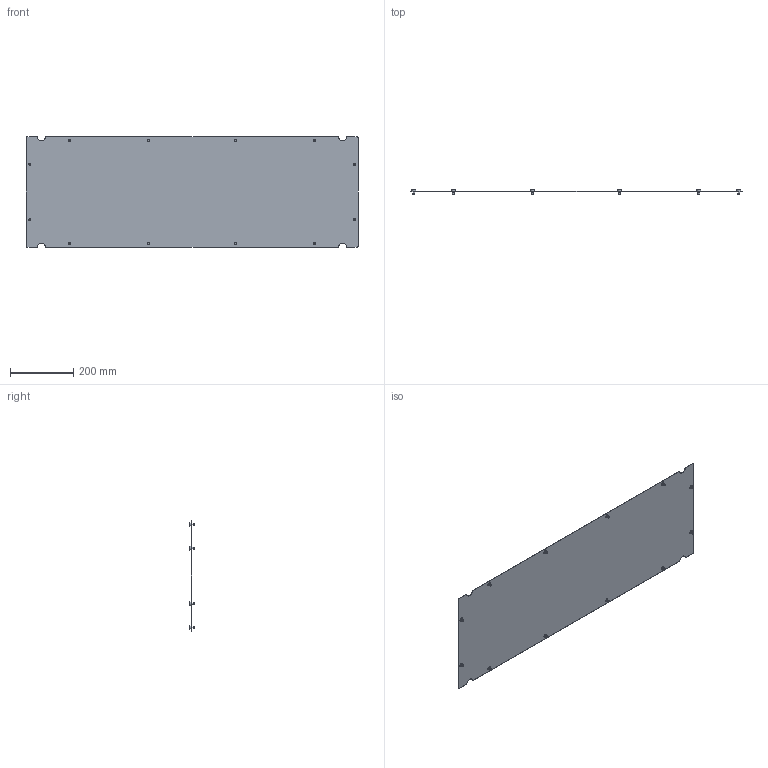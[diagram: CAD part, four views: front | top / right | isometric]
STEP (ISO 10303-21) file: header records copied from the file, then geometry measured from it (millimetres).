
FILE_DESCRIPTION(('STEP AP214'),'1');
FILE_NAME('cctmp_46304CC4-9B56-4918-8D0B-736CF88D8F00_2024_05_06_11_29_29_0654..stp','2024-05-06T09:29:29',('SIEMENS A&D'),('CADClick - www.CADClick.com'),'Spatial InterOp 3D',' ','unknown authorization');
FILE_SCHEMA(('AUTOMOTIVE_DESIGN'));
Length unit declared in the file: millimetre
Products named in the file (14): cc_unnamed; 2024_05_06_11_29_29_0638; 2024_05_06_11_29_29_0607; 2024_05_06_11_29_29_0576; 2024_05_06_11_29_29_0545; 2024_05_06_11_29_29_0513; 2024_05_06_11_29_29_0482; 2024_05_06_11_29_29_0451; 2024_05_06_11_29_29_0420; 2024_05_06_11_29_29_0388; 2024_05_06_11_29_29_0357; 2024_05_06_11_29_29_0326; 2024_05_06_11_29_29_0280; 2024_05_06_11_29_29_0249
Assembly tree (13 placements, depth 2):
  cc_unnamed
    2024_05_06_11_29_29_0638
    2024_05_06_11_29_29_0607
    2024_05_06_11_29_29_0576
    2024_05_06_11_29_29_0545
    2024_05_06_11_29_29_0513
    2024_05_06_11_29_29_0482
    2024_05_06_11_29_29_0451
    2024_05_06_11_29_29_0420
    2024_05_06_11_29_29_0388
    2024_05_06_11_29_29_0357
    2024_05_06_11_29_29_0326
    2024_05_06_11_29_29_0280
    2024_05_06_11_29_29_0249
Bounding box: 1047.5 x 14.75 x 348 mm (x, y, z)
Volume: 554192.7 mm3; surface area: 737642.3 mm2
Topology: 13 solids, 13 shells, 174 faces, 360 edges, 224 vertices
Faces by surface type: cylinder 80, cone 48, plane 46
Entity records: 6487 total; most frequent: DIRECTION 944, CARTESIAN_POINT 772, ORIENTED_EDGE 720, AXIS2_PLACEMENT_3D 396, EDGE_CURVE 360, VERTEX_POINT 224, EDGE_LOOP 210, CIRCLE 208
